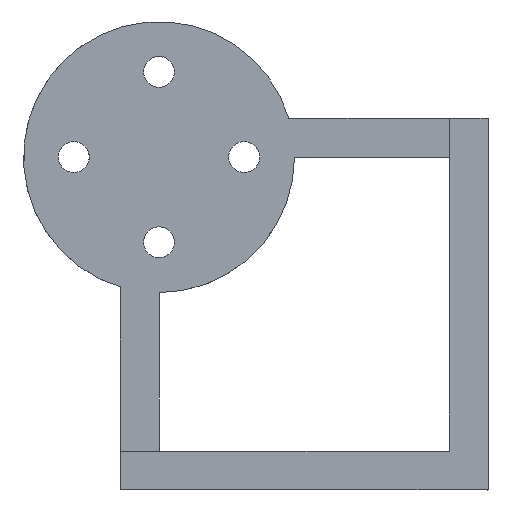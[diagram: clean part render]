
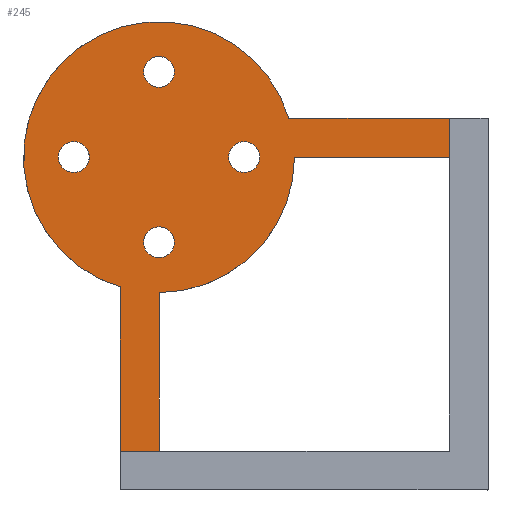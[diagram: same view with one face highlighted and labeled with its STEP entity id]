
A CAD part, top view. The second image highlights one B-rep face of the part: STEP entity #245.
In plain terms, the highlighted planar face has unit normal (0.002, 0, 1).
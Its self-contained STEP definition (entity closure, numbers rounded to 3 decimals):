
#83=CARTESIAN_POINT('',(1050.014,-563.71,-2.186));
#84=DIRECTION('',(-0.002,0.,-1.));
#85=DIRECTION('',(1.,-0.,-0.002));
#86=AXIS2_PLACEMENT_3D('',#83,#84,#85);
#87=PLANE('',#86);
#88=CARTESIAN_POINT('',(1032.514,-588.96,-2.155));
#89=VERTEX_POINT('',#88);
#90=CARTESIAN_POINT('',(1037.514,-588.96,-2.164));
#91=VERTEX_POINT('',#90);
#92=CARTESIAN_POINT('',(1032.514,-588.96,-2.155));
#93=DIRECTION('',(1.,0.,-0.002));
#94=VECTOR('',#93,5.);
#95=LINE('',#92,#94);
#96=EDGE_CURVE('',#89,#91,#95,.T.);
#97=ORIENTED_EDGE('',*,*,#96,.T.);
#98=CARTESIAN_POINT('',(1037.514,-568.46,-2.164));
#99=VERTEX_POINT('',#98);
#100=CARTESIAN_POINT('',(1037.514,-568.46,-2.164));
#101=DIRECTION('',(-0.,-1.,-0.));
#102=VECTOR('',#101,20.5);
#103=LINE('',#100,#102);
#104=EDGE_CURVE('',#99,#91,#103,.T.);
#105=ORIENTED_EDGE('',*,*,#104,.F.);
#106=CARTESIAN_POINT('',(1055.014,-550.96,-2.194));
#107=VERTEX_POINT('',#106);
#108=CARTESIAN_POINT('',(1037.514,-550.96,-2.164));
#109=DIRECTION('',(-0.002,0.,-1.));
#110=DIRECTION('',(0.,1.,0.));
#111=AXIS2_PLACEMENT_3D('',#108,#109,#110);
#112=CIRCLE('',#111,17.5);
#113=EDGE_CURVE('',#107,#99,#112,.T.);
#114=ORIENTED_EDGE('',*,*,#113,.F.);
#115=CARTESIAN_POINT('',(1075.014,-550.96,-2.229));
#116=VERTEX_POINT('',#115);
#117=CARTESIAN_POINT('',(1075.014,-550.96,-2.229));
#118=DIRECTION('',(-1.,0.,0.002));
#119=VECTOR('',#118,20.);
#120=LINE('',#117,#119);
#121=EDGE_CURVE('',#116,#107,#120,.T.);
#122=ORIENTED_EDGE('',*,*,#121,.F.);
#123=CARTESIAN_POINT('',(1075.014,-545.96,-2.229));
#124=VERTEX_POINT('',#123);
#125=CARTESIAN_POINT('',(1075.014,-550.96,-2.229));
#126=DIRECTION('',(0.,1.,0.));
#127=VECTOR('',#126,5.);
#128=LINE('',#125,#127);
#129=EDGE_CURVE('',#116,#124,#128,.T.);
#130=ORIENTED_EDGE('',*,*,#129,.T.);
#131=CARTESIAN_POINT('',(1054.284,-545.96,-2.193));
#132=VERTEX_POINT('',#131);
#133=CARTESIAN_POINT('',(1075.014,-545.96,-2.229));
#134=DIRECTION('',(-1.,-0.,0.002));
#135=VECTOR('',#134,20.729);
#136=LINE('',#133,#135);
#137=EDGE_CURVE('',#124,#132,#136,.T.);
#138=ORIENTED_EDGE('',*,*,#137,.T.);
#139=CARTESIAN_POINT('',(1025.139,-538.586,-2.142));
#140=VERTEX_POINT('',#139);
#141=CARTESIAN_POINT('',(1037.514,-550.96,-2.164));
#142=DIRECTION('',(-0.002,0.,-1.));
#143=DIRECTION('',(0.,1.,0.));
#144=AXIS2_PLACEMENT_3D('',#141,#142,#143);
#145=CIRCLE('',#144,17.5);
#146=EDGE_CURVE('',#140,#132,#145,.T.);
#147=ORIENTED_EDGE('',*,*,#146,.F.);
#148=CARTESIAN_POINT('',(1032.514,-567.73,-2.155));
#149=VERTEX_POINT('',#148);
#150=CARTESIAN_POINT('',(1037.514,-550.96,-2.164));
#151=DIRECTION('',(-0.002,0.,-1.));
#152=DIRECTION('',(0.,1.,0.));
#153=AXIS2_PLACEMENT_3D('',#150,#151,#152);
#154=CIRCLE('',#153,17.5);
#155=EDGE_CURVE('',#149,#140,#154,.T.);
#156=ORIENTED_EDGE('',*,*,#155,.F.);
#157=CARTESIAN_POINT('',(1032.514,-588.96,-2.155));
#158=DIRECTION('',(0.,1.,0.));
#159=VECTOR('',#158,21.229);
#160=LINE('',#157,#159);
#161=EDGE_CURVE('',#89,#149,#160,.T.);
#162=ORIENTED_EDGE('',*,*,#161,.F.);
#163=EDGE_LOOP('',(#97,#105,#114,#122,#130,#138,#147,#156,#162));
#164=FACE_BOUND('',#163,.T.);
#165=CARTESIAN_POINT('',(1028.506,-550.96,-2.148));
#166=VERTEX_POINT('',#165);
#167=CARTESIAN_POINT('',(1026.506,-548.96,-2.144));
#168=VERTEX_POINT('',#167);
#169=CARTESIAN_POINT('',(1026.506,-550.96,-2.144));
#170=DIRECTION('',(0.002,-0.,1.));
#171=DIRECTION('',(0.,1.,0.));
#172=AXIS2_PLACEMENT_3D('',#169,#170,#171);
#173=CIRCLE('',#172,2.);
#174=EDGE_CURVE('',#166,#168,#173,.T.);
#175=ORIENTED_EDGE('',*,*,#174,.F.);
#176=CARTESIAN_POINT('',(1026.506,-550.96,-2.144));
#177=DIRECTION('',(0.002,-0.,1.));
#178=DIRECTION('',(0.,1.,0.));
#179=AXIS2_PLACEMENT_3D('',#176,#177,#178);
#180=CIRCLE('',#179,2.);
#181=EDGE_CURVE('',#168,#166,#180,.T.);
#182=ORIENTED_EDGE('',*,*,#181,.F.);
#183=EDGE_LOOP('',(#175,#182));
#184=FACE_BOUND('',#183,.T.);
#185=CARTESIAN_POINT('',(1039.514,-561.968,-2.167));
#186=VERTEX_POINT('',#185);
#187=CARTESIAN_POINT('',(1037.514,-559.968,-2.164));
#188=VERTEX_POINT('',#187);
#189=CARTESIAN_POINT('',(1037.514,-561.968,-2.164));
#190=DIRECTION('',(0.002,-0.,1.));
#191=DIRECTION('',(0.,1.,0.));
#192=AXIS2_PLACEMENT_3D('',#189,#190,#191);
#193=CIRCLE('',#192,2.);
#194=EDGE_CURVE('',#186,#188,#193,.T.);
#195=ORIENTED_EDGE('',*,*,#194,.F.);
#196=CARTESIAN_POINT('',(1037.514,-561.968,-2.164));
#197=DIRECTION('',(0.002,-0.,1.));
#198=DIRECTION('',(0.,1.,0.));
#199=AXIS2_PLACEMENT_3D('',#196,#197,#198);
#200=CIRCLE('',#199,2.);
#201=EDGE_CURVE('',#188,#186,#200,.T.);
#202=ORIENTED_EDGE('',*,*,#201,.F.);
#203=EDGE_LOOP('',(#195,#202));
#204=FACE_BOUND('',#203,.T.);
#205=CARTESIAN_POINT('',(1039.514,-539.952,-2.167));
#206=VERTEX_POINT('',#205);
#207=CARTESIAN_POINT('',(1037.514,-537.952,-2.164));
#208=VERTEX_POINT('',#207);
#209=CARTESIAN_POINT('',(1037.514,-539.952,-2.164));
#210=DIRECTION('',(0.002,-0.,1.));
#211=DIRECTION('',(0.,1.,0.));
#212=AXIS2_PLACEMENT_3D('',#209,#210,#211);
#213=CIRCLE('',#212,2.);
#214=EDGE_CURVE('',#206,#208,#213,.T.);
#215=ORIENTED_EDGE('',*,*,#214,.F.);
#216=CARTESIAN_POINT('',(1037.514,-539.952,-2.164));
#217=DIRECTION('',(0.002,-0.,1.));
#218=DIRECTION('',(0.,1.,0.));
#219=AXIS2_PLACEMENT_3D('',#216,#217,#218);
#220=CIRCLE('',#219,2.);
#221=EDGE_CURVE('',#208,#206,#220,.T.);
#222=ORIENTED_EDGE('',*,*,#221,.F.);
#223=EDGE_LOOP('',(#215,#222));
#224=FACE_BOUND('',#223,.T.);
#225=CARTESIAN_POINT('',(1050.522,-550.96,-2.186));
#226=VERTEX_POINT('',#225);
#227=CARTESIAN_POINT('',(1048.522,-548.96,-2.183));
#228=VERTEX_POINT('',#227);
#229=CARTESIAN_POINT('',(1048.522,-550.96,-2.183));
#230=DIRECTION('',(0.002,-0.,1.));
#231=DIRECTION('',(0.,1.,0.));
#232=AXIS2_PLACEMENT_3D('',#229,#230,#231);
#233=CIRCLE('',#232,2.);
#234=EDGE_CURVE('',#226,#228,#233,.T.);
#235=ORIENTED_EDGE('',*,*,#234,.F.);
#236=CARTESIAN_POINT('',(1048.522,-550.96,-2.183));
#237=DIRECTION('',(0.002,-0.,1.));
#238=DIRECTION('',(0.,1.,0.));
#239=AXIS2_PLACEMENT_3D('',#236,#237,#238);
#240=CIRCLE('',#239,2.);
#241=EDGE_CURVE('',#228,#226,#240,.T.);
#242=ORIENTED_EDGE('',*,*,#241,.F.);
#243=EDGE_LOOP('',(#235,#242));
#244=FACE_BOUND('',#243,.T.);
#245=ADVANCED_FACE('',(#164,#184,#204,#224,#244),#87,.F.);
